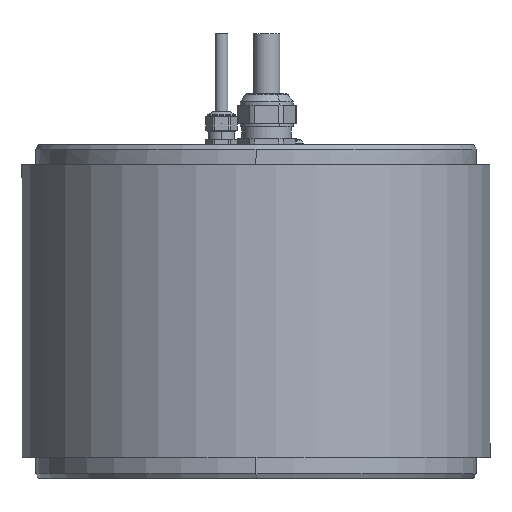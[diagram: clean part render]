
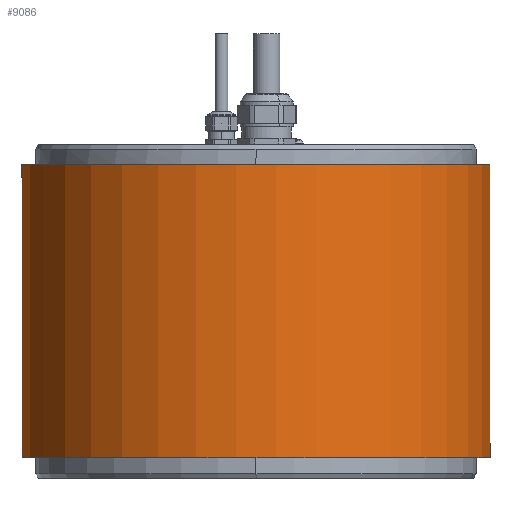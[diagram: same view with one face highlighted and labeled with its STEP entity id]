
A CAD part, front view. The second image highlights one B-rep face of the part: STEP entity #9086.
In plain terms, the highlighted cylindrical face has radius 105.5 mm (diameter 211 mm), a partial arc.
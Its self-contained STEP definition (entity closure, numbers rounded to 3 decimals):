
#1622=CARTESIAN_POINT('',(0.,0.,-9.1));
#1623=DIRECTION('',(0.,0.,1.));
#1624=DIRECTION('',(-0.28,0.96,0.));
#1625=AXIS2_PLACEMENT_3D('',#1622,#1623,#1624);
#1627=DIRECTION('',(0.,0.,1.));
#1628=VECTOR('',#1627,131.8);
#1629=CARTESIAN_POINT('',(29.5,101.292,-140.9));
#1630=LINE('',#1629,#1628);
#1631=CARTESIAN_POINT('',(0.,0.,-140.9));
#1632=DIRECTION('',(0.,0.,-1.));
#1633=DIRECTION('',(0.28,0.96,0.));
#1634=AXIS2_PLACEMENT_3D('',#1631,#1632,#1633);
#1636=DIRECTION('',(0.,0.,1.));
#1637=VECTOR('',#1636,131.8);
#1638=CARTESIAN_POINT('',(-29.5,101.292,-140.9));
#1639=LINE('',#1638,#1637);
#5588=CARTESIAN_POINT('',(-29.5,101.292,-140.9));
#5589=CARTESIAN_POINT('',(29.5,101.292,-140.9));
#5590=VERTEX_POINT('',#5588);
#5591=VERTEX_POINT('',#5589);
#5592=CARTESIAN_POINT('',(-29.5,101.292,-9.1));
#5593=CARTESIAN_POINT('',(29.5,101.292,-9.1));
#5594=VERTEX_POINT('',#5592);
#5595=VERTEX_POINT('',#5593);
#9074=CARTESIAN_POINT('',(0.,0.,-2.51));
#9075=DIRECTION('',(0.,0.,-1.));
#9076=DIRECTION('',(1.,0.,0.));
#9077=AXIS2_PLACEMENT_3D('',#9074,#9075,#9076);
#9078=CYLINDRICAL_SURFACE('',#9077,105.5);
#9080=ORIENTED_EDGE('',*,*,#9079,.T.);
#9081=ORIENTED_EDGE('',*,*,#9039,.F.);
#9082=ORIENTED_EDGE('',*,*,#9063,.T.);
#9083=ORIENTED_EDGE('',*,*,#9043,.T.);
#9084=EDGE_LOOP('',(#9080,#9081,#9082,#9083));
#9085=FACE_OUTER_BOUND('',#9084,.F.);
#9086=ADVANCED_FACE('',(#9085),#9078,.T.);
#1626=CIRCLE('',#1625,105.5);
#1635=CIRCLE('',#1634,105.5);
#9039=EDGE_CURVE('',#5591,#5595,#1630,.T.);
#9043=EDGE_CURVE('',#5590,#5594,#1639,.T.);
#9063=EDGE_CURVE('',#5591,#5590,#1635,.T.);
#9079=EDGE_CURVE('',#5594,#5595,#1626,.T.);
